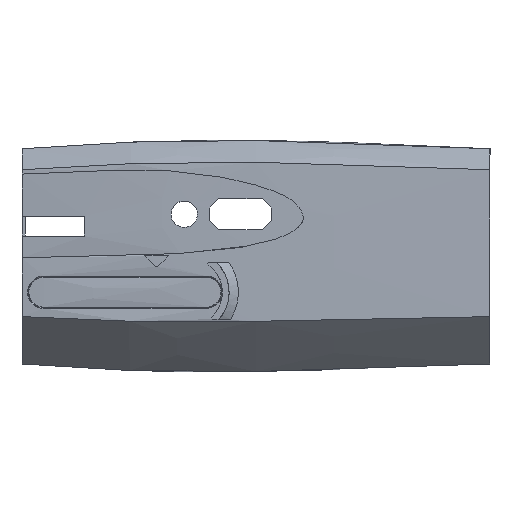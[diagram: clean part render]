
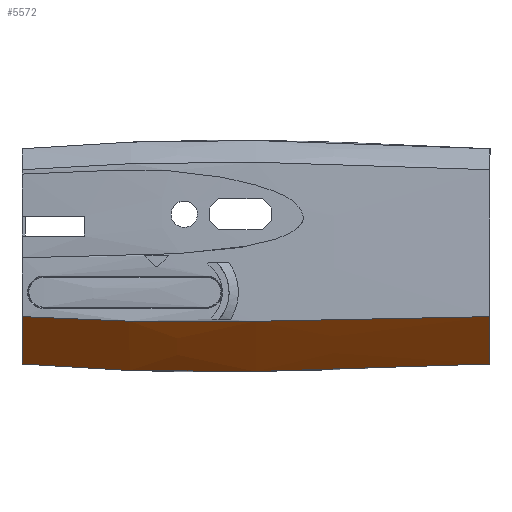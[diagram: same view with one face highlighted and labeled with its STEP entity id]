
A CAD part, left-side view. The second image highlights one B-rep face of the part: STEP entity #5572.
In plain terms, the highlighted free-form (B-spline) face has degree [3, 3] with [4, 4] control points.
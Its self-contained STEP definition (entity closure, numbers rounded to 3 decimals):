
#146=B_SPLINE_SURFACE_WITH_KNOTS('',3,3,((#13941,#13942,#13943,#13944),
(#13945,#13946,#13947,#13948),(#13949,#13950,#13951,#13952),(#13953,#13954,
#13955,#13956)),.UNSPECIFIED.,.F.,.F.,.F.,(4,4),(4,4),(0.,1.),(0.374,
0.683),.UNSPECIFIED.);
#228=B_SPLINE_CURVE_WITH_KNOTS('',3,(#6512,#6513,#6514,#6515,#6516,#6517),
 .UNSPECIFIED.,.F.,.F.,(4,2,4),(-2.169,-1.085,0.),
 .UNSPECIFIED.);
#638=B_SPLINE_CURVE_WITH_KNOTS('',3,(#13528,#13529,#13530,#13531),
 .UNSPECIFIED.,.F.,.F.,(4,4),(0.374,0.683),
 .UNSPECIFIED.);
#670=B_SPLINE_CURVE_WITH_KNOTS('',3,(#13937,#13938,#13939,#13940),
 .UNSPECIFIED.,.F.,.F.,(4,4),(0.374,0.683),
 .UNSPECIFIED.);
#671=B_SPLINE_CURVE_WITH_KNOTS('',3,(#13957,#13958,#13959,#13960,#13961,
#13962),.UNSPECIFIED.,.F.,.F.,(4,2,4),(-2.169,-1.085,
0.),.UNSPECIFIED.);
#1022=FACE_OUTER_BOUND('',#1343,.T.);
#1343=EDGE_LOOP('',(#4727,#4728,#4729,#4730));
#2017=VERTEX_POINT('',#6504);
#2018=VERTEX_POINT('',#6511);
#2457=VERTEX_POINT('',#13527);
#2476=VERTEX_POINT('',#13930);
#2592=EDGE_CURVE('',#2017,#2018,#228,.T.);
#3237=EDGE_CURVE('',#2457,#2018,#638,.T.);
#3277=EDGE_CURVE('',#2476,#2017,#670,.T.);
#3278=EDGE_CURVE('',#2476,#2457,#671,.T.);
#4727=ORIENTED_EDGE('',*,*,#2592,.F.);
#4728=ORIENTED_EDGE('',*,*,#3277,.F.);
#4729=ORIENTED_EDGE('',*,*,#3278,.T.);
#4730=ORIENTED_EDGE('',*,*,#3237,.T.);
#5572=ADVANCED_FACE('',(#1022),#146,.F.);
#6504=CARTESIAN_POINT('',(-25.118,40.,-48.));
#6511=CARTESIAN_POINT('',(-40.617,40.,-32.821));
#6512=CARTESIAN_POINT('Ctrl Pts',(-25.118,40.,-48.));
#6513=CARTESIAN_POINT('Ctrl Pts',(-27.701,40.,-45.47));
#6514=CARTESIAN_POINT('Ctrl Pts',(-30.284,40.,-42.94));
#6515=CARTESIAN_POINT('Ctrl Pts',(-35.451,40.,-37.88));
#6516=CARTESIAN_POINT('Ctrl Pts',(-38.034,40.,-35.351));
#6517=CARTESIAN_POINT('Ctrl Pts',(-40.617,40.,-32.821));
#13527=CARTESIAN_POINT('',(-40.617,-110.,-32.821));
#13528=CARTESIAN_POINT('Ctrl Pts',(-40.617,-110.,-32.821));
#13529=CARTESIAN_POINT('Ctrl Pts',(-41.948,-60.108,
-33.425));
#13530=CARTESIAN_POINT('Ctrl Pts',(-44.914,-9.478,
-36.214));
#13531=CARTESIAN_POINT('Ctrl Pts',(-40.617,40.,-32.821));
#13930=CARTESIAN_POINT('',(-25.118,-110.,-48.));
#13937=CARTESIAN_POINT('Ctrl Pts',(-25.118,-110.,-48.));
#13938=CARTESIAN_POINT('Ctrl Pts',(-25.132,-60.108,
-49.88));
#13939=CARTESIAN_POINT('Ctrl Pts',(-28.236,-9.478,
-52.519));
#13940=CARTESIAN_POINT('Ctrl Pts',(-25.118,40.,-48.));
#13941=CARTESIAN_POINT('Ctrl Pts',(-40.617,-110.,-32.821));
#13942=CARTESIAN_POINT('Ctrl Pts',(-41.948,-60.108,
-33.425));
#13943=CARTESIAN_POINT('Ctrl Pts',(-44.914,-9.478,
-36.214));
#13944=CARTESIAN_POINT('Ctrl Pts',(-40.617,40.,-32.821));
#13945=CARTESIAN_POINT('Ctrl Pts',(-35.451,-110.,-37.88));
#13946=CARTESIAN_POINT('Ctrl Pts',(-36.343,-60.108,
-38.91));
#13947=CARTESIAN_POINT('Ctrl Pts',(-39.354,-9.478,
-41.649));
#13948=CARTESIAN_POINT('Ctrl Pts',(-35.451,40.,-37.88));
#13949=CARTESIAN_POINT('Ctrl Pts',(-30.284,-110.,-42.94));
#13950=CARTESIAN_POINT('Ctrl Pts',(-30.738,-60.108,
-44.395));
#13951=CARTESIAN_POINT('Ctrl Pts',(-33.795,-9.478,
-47.084));
#13952=CARTESIAN_POINT('Ctrl Pts',(-30.284,40.,-42.94));
#13953=CARTESIAN_POINT('Ctrl Pts',(-25.118,-110.,-48.));
#13954=CARTESIAN_POINT('Ctrl Pts',(-25.132,-60.108,
-49.88));
#13955=CARTESIAN_POINT('Ctrl Pts',(-28.236,-9.478,
-52.519));
#13956=CARTESIAN_POINT('Ctrl Pts',(-25.118,40.,-48.));
#13957=CARTESIAN_POINT('Ctrl Pts',(-25.118,-110.,-48.));
#13958=CARTESIAN_POINT('Ctrl Pts',(-27.701,-110.,-45.47));
#13959=CARTESIAN_POINT('Ctrl Pts',(-30.284,-110.,-42.94));
#13960=CARTESIAN_POINT('Ctrl Pts',(-35.451,-110.,-37.88));
#13961=CARTESIAN_POINT('Ctrl Pts',(-38.034,-110.,-35.351));
#13962=CARTESIAN_POINT('Ctrl Pts',(-40.617,-110.,-32.821));
